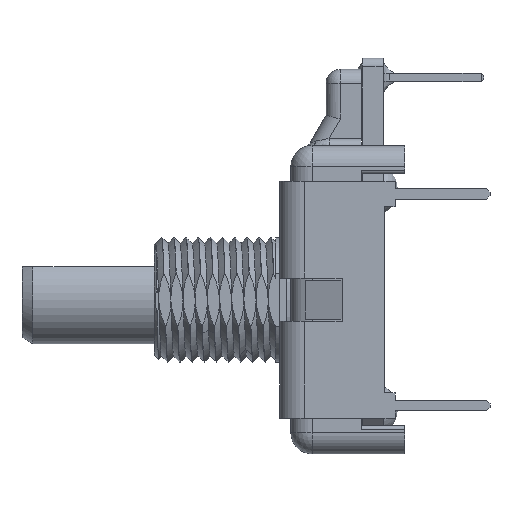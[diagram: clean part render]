
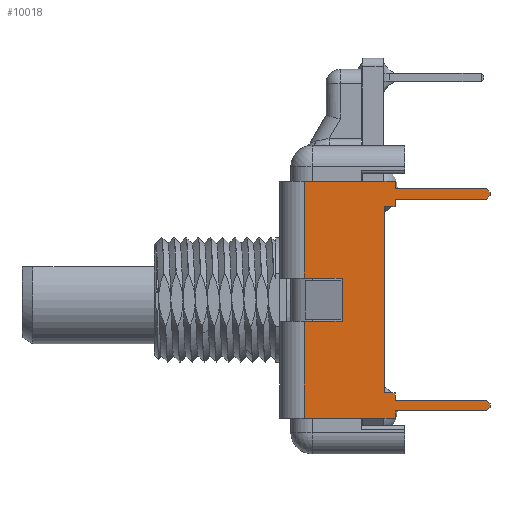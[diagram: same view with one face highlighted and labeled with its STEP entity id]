
A CAD part, left-side view. The second image highlights one B-rep face of the part: STEP entity #10018.
In plain terms, the highlighted planar face has unit normal (-1, 0, 0).
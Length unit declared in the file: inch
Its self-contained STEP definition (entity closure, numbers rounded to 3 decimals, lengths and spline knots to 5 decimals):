
#332=DIRECTION('',(0.,0.,-1.));
#333=VECTOR('',#332,0.2745);
#334=CARTESIAN_POINT('',(-0.46,0.162,0.336));
#335=LINE('',#334,#333);
#356=DIRECTION('',(0.,0.,-1.));
#357=VECTOR('',#356,0.2745);
#358=CARTESIAN_POINT('',(-0.46,0.162,-0.0615));
#359=LINE('',#358,#357);
#360=DIRECTION('',(0.,1.,0.));
#361=VECTOR('',#360,0.25746);
#362=CARTESIAN_POINT('',(-0.46,-0.09546,0.336));
#363=LINE('',#362,#361);
#364=DIRECTION('',(0.,0.,1.));
#365=VECTOR('',#364,0.021);
#366=CARTESIAN_POINT('',(-0.46,-0.09546,0.315));
#367=LINE('',#366,#365);
#368=DIRECTION('',(0.,1.,0.));
#369=VECTOR('',#368,0.259);
#370=CARTESIAN_POINT('',(-0.46,-0.35446,0.315));
#371=LINE('',#370,#369);
#372=DIRECTION('',(0.,0.707,0.707));
#373=VECTOR('',#372,0.01414);
#374=CARTESIAN_POINT('',(-0.46,-0.36446,0.305));
#375=LINE('',#374,#373);
#376=DIRECTION('',(0.,0.,1.));
#377=VECTOR('',#376,0.01);
#378=CARTESIAN_POINT('',(-0.46,-0.36446,0.295));
#379=LINE('',#378,#377);
#380=DIRECTION('',(0.,-0.707,0.707));
#381=VECTOR('',#380,0.01414);
#382=CARTESIAN_POINT('',(-0.46,-0.35446,0.285));
#383=LINE('',#382,#381);
#384=DIRECTION('',(0.,-1.,0.));
#385=VECTOR('',#384,0.259);
#386=CARTESIAN_POINT('',(-0.46,-0.09546,0.285));
#387=LINE('',#386,#385);
#388=DIRECTION('',(0.,0.,1.));
#389=VECTOR('',#388,0.021);
#390=CARTESIAN_POINT('',(-0.46,-0.09546,0.264));
#391=LINE('',#390,#389);
#392=DIRECTION('',(0.,-1.,0.));
#393=VECTOR('',#392,0.03);
#394=CARTESIAN_POINT('',(-0.46,-0.06546,0.264));
#395=LINE('',#394,#393);
#396=DIRECTION('',(0.,0.,1.));
#397=VECTOR('',#396,0.528);
#398=CARTESIAN_POINT('',(-0.46,-0.06546,-0.264));
#399=LINE('',#398,#397);
#400=DIRECTION('',(0.,1.,0.));
#401=VECTOR('',#400,0.03);
#402=CARTESIAN_POINT('',(-0.46,-0.09546,-0.264));
#403=LINE('',#402,#401);
#404=DIRECTION('',(0.,0.,1.));
#405=VECTOR('',#404,0.021);
#406=CARTESIAN_POINT('',(-0.46,-0.09546,-0.285));
#407=LINE('',#406,#405);
#408=DIRECTION('',(0.,1.,0.));
#409=VECTOR('',#408,0.259);
#410=CARTESIAN_POINT('',(-0.46,-0.35446,-0.285));
#411=LINE('',#410,#409);
#412=DIRECTION('',(0.,0.707,0.707));
#413=VECTOR('',#412,0.01414);
#414=CARTESIAN_POINT('',(-0.46,-0.36446,-0.295));
#415=LINE('',#414,#413);
#416=DIRECTION('',(0.,0.,1.));
#417=VECTOR('',#416,0.01);
#418=CARTESIAN_POINT('',(-0.46,-0.36446,-0.305));
#419=LINE('',#418,#417);
#420=DIRECTION('',(0.,-0.707,0.707));
#421=VECTOR('',#420,0.01414);
#422=CARTESIAN_POINT('',(-0.46,-0.35446,-0.315));
#423=LINE('',#422,#421);
#424=DIRECTION('',(0.,-1.,0.));
#425=VECTOR('',#424,0.259);
#426=CARTESIAN_POINT('',(-0.46,-0.09546,-0.315));
#427=LINE('',#426,#425);
#428=DIRECTION('',(0.,0.,1.));
#429=VECTOR('',#428,0.021);
#430=CARTESIAN_POINT('',(-0.46,-0.09546,-0.336));
#431=LINE('',#430,#429);
#432=DIRECTION('',(0.,-1.,0.));
#433=VECTOR('',#432,0.25746);
#434=CARTESIAN_POINT('',(-0.46,0.162,-0.336));
#435=LINE('',#434,#433);
#436=DIRECTION('',(0.,1.,0.));
#437=VECTOR('',#436,0.10746);
#438=CARTESIAN_POINT('',(-0.46,0.05454,-0.0615));
#439=LINE('',#438,#437);
#440=DIRECTION('',(0.,0.,-1.));
#441=VECTOR('',#440,0.123);
#442=CARTESIAN_POINT('',(-0.46,0.05454,0.0615));
#443=LINE('',#442,#441);
#444=DIRECTION('',(0.,-1.,0.));
#445=VECTOR('',#444,0.10746);
#446=CARTESIAN_POINT('',(-0.46,0.162,0.0615));
#447=LINE('',#446,#445);
#8839=CARTESIAN_POINT('',(-0.46,-0.09546,-0.336));
#8840=CARTESIAN_POINT('',(-0.46,-0.09546,-0.315));
#8841=VERTEX_POINT('',#8839);
#8842=VERTEX_POINT('',#8840);
#8843=CARTESIAN_POINT('',(-0.46,-0.09546,-0.285));
#8844=CARTESIAN_POINT('',(-0.46,-0.09546,-0.264));
#8845=VERTEX_POINT('',#8843);
#8846=VERTEX_POINT('',#8844);
#8847=CARTESIAN_POINT('',(-0.46,-0.06546,-0.264));
#8848=VERTEX_POINT('',#8847);
#8849=CARTESIAN_POINT('',(-0.46,-0.06546,0.264));
#8850=VERTEX_POINT('',#8849);
#8851=CARTESIAN_POINT('',(-0.46,-0.09546,0.264));
#8852=VERTEX_POINT('',#8851);
#8853=CARTESIAN_POINT('',(-0.46,-0.09546,0.285));
#8854=VERTEX_POINT('',#8853);
#8855=CARTESIAN_POINT('',(-0.46,-0.09546,0.315));
#8856=CARTESIAN_POINT('',(-0.46,-0.09546,0.336));
#8857=VERTEX_POINT('',#8855);
#8858=VERTEX_POINT('',#8856);
#8891=CARTESIAN_POINT('',(-0.46,0.05454,0.0615));
#8892=CARTESIAN_POINT('',(-0.46,0.05454,-0.0615));
#8893=VERTEX_POINT('',#8891);
#8894=VERTEX_POINT('',#8892);
#8967=CARTESIAN_POINT('',(-0.46,-0.36446,0.305));
#8968=CARTESIAN_POINT('',(-0.46,-0.35446,0.315));
#8969=VERTEX_POINT('',#8967);
#8970=VERTEX_POINT('',#8968);
#8971=CARTESIAN_POINT('',(-0.46,-0.35446,0.285));
#8972=CARTESIAN_POINT('',(-0.46,-0.36446,0.295));
#8973=VERTEX_POINT('',#8971);
#8974=VERTEX_POINT('',#8972);
#8975=CARTESIAN_POINT('',(-0.46,-0.35446,-0.315));
#8976=CARTESIAN_POINT('',(-0.46,-0.36446,-0.305));
#8977=VERTEX_POINT('',#8975);
#8978=VERTEX_POINT('',#8976);
#8979=CARTESIAN_POINT('',(-0.46,-0.36446,-0.295));
#8980=CARTESIAN_POINT('',(-0.46,-0.35446,-0.285));
#8981=VERTEX_POINT('',#8979);
#8982=VERTEX_POINT('',#8980);
#9055=CARTESIAN_POINT('',(-0.46,0.162,0.336));
#9056=VERTEX_POINT('',#9055);
#9057=CARTESIAN_POINT('',(-0.46,0.162,-0.336));
#9058=VERTEX_POINT('',#9057);
#9067=CARTESIAN_POINT('',(-0.46,0.162,0.0615));
#9068=VERTEX_POINT('',#9067);
#9073=CARTESIAN_POINT('',(-0.46,0.162,-0.0615));
#9074=VERTEX_POINT('',#9073);
#9965=CARTESIAN_POINT('',(-0.46,0.64054,0.));
#9966=DIRECTION('',(-1.,0.,0.));
#9967=DIRECTION('',(0.,1.,0.));
#9968=AXIS2_PLACEMENT_3D('',#9965,#9966,#9967);
#9969=PLANE('',#9968);
#9970=ORIENTED_EDGE('',*,*,#9940,.F.);
#9972=ORIENTED_EDGE('',*,*,#9971,.F.);
#9974=ORIENTED_EDGE('',*,*,#9973,.F.);
#9976=ORIENTED_EDGE('',*,*,#9975,.F.);
#9978=ORIENTED_EDGE('',*,*,#9977,.F.);
#9980=ORIENTED_EDGE('',*,*,#9979,.F.);
#9982=ORIENTED_EDGE('',*,*,#9981,.F.);
#9984=ORIENTED_EDGE('',*,*,#9983,.F.);
#9986=ORIENTED_EDGE('',*,*,#9985,.F.);
#9988=ORIENTED_EDGE('',*,*,#9987,.F.);
#9990=ORIENTED_EDGE('',*,*,#9989,.F.);
#9992=ORIENTED_EDGE('',*,*,#9991,.F.);
#9994=ORIENTED_EDGE('',*,*,#9993,.F.);
#9996=ORIENTED_EDGE('',*,*,#9995,.F.);
#9998=ORIENTED_EDGE('',*,*,#9997,.F.);
#10000=ORIENTED_EDGE('',*,*,#9999,.F.);
#10002=ORIENTED_EDGE('',*,*,#10001,.F.);
#10004=ORIENTED_EDGE('',*,*,#10003,.F.);
#10006=ORIENTED_EDGE('',*,*,#10005,.F.);
#10008=ORIENTED_EDGE('',*,*,#10007,.F.);
#10009=ORIENTED_EDGE('',*,*,#9960,.F.);
#10011=ORIENTED_EDGE('',*,*,#10010,.F.);
#10013=ORIENTED_EDGE('',*,*,#10012,.F.);
#10015=ORIENTED_EDGE('',*,*,#10014,.F.);
#10016=EDGE_LOOP('',(#9970,#9972,#9974,#9976,#9978,#9980,#9982,#9984,#9986,
#9988,#9990,#9992,#9994,#9996,#9998,#10000,#10002,#10004,#10006,#10008,#10009,
#10011,#10013,#10015));
#10017=FACE_OUTER_BOUND('',#10016,.F.);
#9940=EDGE_CURVE('',#9056,#9068,#335,.T.);
#9960=EDGE_CURVE('',#9074,#9058,#359,.T.);
#9971=EDGE_CURVE('',#8858,#9056,#363,.T.);
#9973=EDGE_CURVE('',#8857,#8858,#367,.T.);
#9975=EDGE_CURVE('',#8970,#8857,#371,.T.);
#9977=EDGE_CURVE('',#8969,#8970,#375,.T.);
#9979=EDGE_CURVE('',#8974,#8969,#379,.T.);
#9981=EDGE_CURVE('',#8973,#8974,#383,.T.);
#9983=EDGE_CURVE('',#8854,#8973,#387,.T.);
#9985=EDGE_CURVE('',#8852,#8854,#391,.T.);
#9987=EDGE_CURVE('',#8850,#8852,#395,.T.);
#9989=EDGE_CURVE('',#8848,#8850,#399,.T.);
#9991=EDGE_CURVE('',#8846,#8848,#403,.T.);
#9993=EDGE_CURVE('',#8845,#8846,#407,.T.);
#9995=EDGE_CURVE('',#8982,#8845,#411,.T.);
#9997=EDGE_CURVE('',#8981,#8982,#415,.T.);
#9999=EDGE_CURVE('',#8978,#8981,#419,.T.);
#10001=EDGE_CURVE('',#8977,#8978,#423,.T.);
#10003=EDGE_CURVE('',#8842,#8977,#427,.T.);
#10005=EDGE_CURVE('',#8841,#8842,#431,.T.);
#10007=EDGE_CURVE('',#9058,#8841,#435,.T.);
#10010=EDGE_CURVE('',#8894,#9074,#439,.T.);
#10012=EDGE_CURVE('',#8893,#8894,#443,.T.);
#10014=EDGE_CURVE('',#9068,#8893,#447,.T.);
#10018=ADVANCED_FACE('',(#10017),#9969,.T.);
